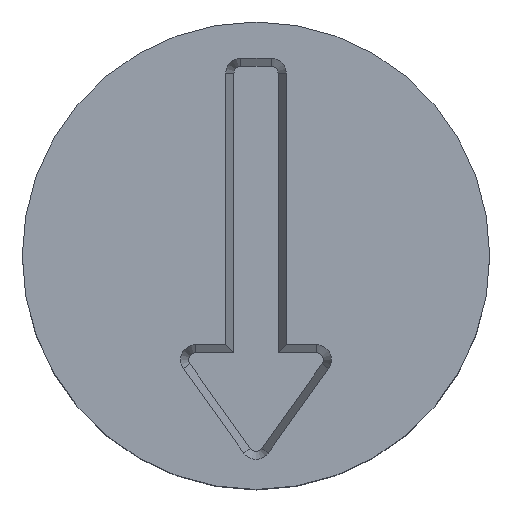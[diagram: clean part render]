
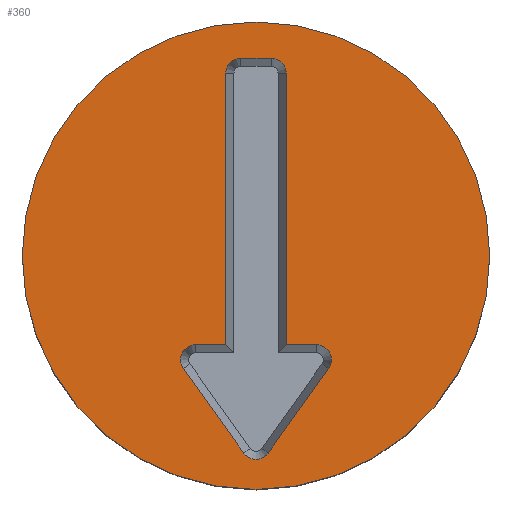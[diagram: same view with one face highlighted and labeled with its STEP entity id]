
A CAD part, top view. The second image highlights one B-rep face of the part: STEP entity #360.
In plain terms, the highlighted planar face has unit normal (0, 0, 1).
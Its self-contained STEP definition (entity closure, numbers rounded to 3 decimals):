
#16=FACE_BOUND('',#89,.T.);
#21=CIRCLE('',#388,0.1);
#23=CIRCLE('',#392,0.1);
#25=CIRCLE('',#396,0.1);
#27=CIRCLE('',#401,0.1);
#29=CIRCLE('',#405,0.1);
#38=CIRCLE('',#422,1.55);
#66=FACE_OUTER_BOUND('',#88,.T.);
#88=EDGE_LOOP('',(#316));
#89=EDGE_LOOP('',(#317,#318,#319,#320,#321,#322,#323,#324,#325,#326,#327,
#328));
#92=LINE('',#544,#122);
#95=LINE('',#550,#125);
#99=LINE('',#562,#129);
#103=LINE('',#574,#133);
#107=LINE('',#586,#137);
#110=LINE('',#592,#140);
#114=LINE('',#604,#144);
#122=VECTOR('',#430,10.);
#125=VECTOR('',#435,10.);
#129=VECTOR('',#447,10.);
#133=VECTOR('',#459,10.);
#137=VECTOR('',#471,10.);
#140=VECTOR('',#476,10.);
#144=VECTOR('',#488,10.);
#152=VERTEX_POINT('',#541);
#153=VERTEX_POINT('',#543);
#155=VERTEX_POINT('',#549);
#157=VERTEX_POINT('',#555);
#159=VERTEX_POINT('',#561);
#161=VERTEX_POINT('',#567);
#163=VERTEX_POINT('',#573);
#165=VERTEX_POINT('',#579);
#167=VERTEX_POINT('',#585);
#169=VERTEX_POINT('',#591);
#171=VERTEX_POINT('',#597);
#173=VERTEX_POINT('',#603);
#181=VERTEX_POINT('',#635);
#184=EDGE_CURVE('',#153,#152,#92,.T.);
#187=EDGE_CURVE('',#155,#153,#95,.T.);
#190=EDGE_CURVE('',#157,#155,#21,.T.);
#193=EDGE_CURVE('',#159,#157,#99,.T.);
#196=EDGE_CURVE('',#161,#159,#23,.T.);
#199=EDGE_CURVE('',#163,#161,#103,.T.);
#202=EDGE_CURVE('',#165,#163,#25,.T.);
#205=EDGE_CURVE('',#167,#165,#107,.T.);
#208=EDGE_CURVE('',#169,#167,#110,.T.);
#211=EDGE_CURVE('',#171,#169,#27,.T.);
#214=EDGE_CURVE('',#173,#171,#114,.T.);
#217=EDGE_CURVE('',#152,#173,#29,.T.);
#229=EDGE_CURVE('',#181,#181,#38,.T.);
#316=ORIENTED_EDGE('',*,*,#229,.F.);
#317=ORIENTED_EDGE('',*,*,#184,.T.);
#318=ORIENTED_EDGE('',*,*,#217,.T.);
#319=ORIENTED_EDGE('',*,*,#214,.T.);
#320=ORIENTED_EDGE('',*,*,#211,.T.);
#321=ORIENTED_EDGE('',*,*,#208,.T.);
#322=ORIENTED_EDGE('',*,*,#205,.T.);
#323=ORIENTED_EDGE('',*,*,#202,.T.);
#324=ORIENTED_EDGE('',*,*,#199,.T.);
#325=ORIENTED_EDGE('',*,*,#196,.T.);
#326=ORIENTED_EDGE('',*,*,#193,.T.);
#327=ORIENTED_EDGE('',*,*,#190,.T.);
#328=ORIENTED_EDGE('',*,*,#187,.T.);
#339=PLANE('',#423);
#360=ADVANCED_FACE('',(#66,#16),#339,.F.);
#388=AXIS2_PLACEMENT_3D('',#556,#441,#442);
#392=AXIS2_PLACEMENT_3D('',#568,#453,#454);
#396=AXIS2_PLACEMENT_3D('',#580,#465,#466);
#401=AXIS2_PLACEMENT_3D('',#598,#482,#483);
#405=AXIS2_PLACEMENT_3D('',#608,#494,#495);
#422=AXIS2_PLACEMENT_3D('',#636,#531,#532);
#423=AXIS2_PLACEMENT_3D('',#638,#534,#535);
#430=DIRECTION('',(0.,1.,0.));
#435=DIRECTION('',(1.,0.,0.));
#441=DIRECTION('center_axis',(0.,0.,-1.));
#442=DIRECTION('ref_axis',(0.,1.,0.));
#447=DIRECTION('',(-0.581,0.814,0.));
#453=DIRECTION('center_axis',(0.,0.,-1.));
#454=DIRECTION('ref_axis',(-0.814,-0.581,0.));
#459=DIRECTION('',(-0.581,-0.814,0.));
#465=DIRECTION('center_axis',(0.,0.,-1.));
#466=DIRECTION('ref_axis',(0.814,-0.581,0.));
#471=DIRECTION('',(1.,0.,0.));
#476=DIRECTION('',(0.,-1.,0.));
#482=DIRECTION('center_axis',(0.,0.,-1.));
#483=DIRECTION('ref_axis',(1.,0.,0.));
#488=DIRECTION('',(1.,0.,0.));
#494=DIRECTION('center_axis',(0.,0.,-1.));
#495=DIRECTION('ref_axis',(0.,1.,0.));
#531=DIRECTION('center_axis',(0.,0.,-1.));
#532=DIRECTION('ref_axis',(-1.,0.,0.));
#534=DIRECTION('center_axis',(0.,0.,-1.));
#535=DIRECTION('ref_axis',(-1.,0.,0.));
#541=CARTESIAN_POINT('',(-0.2,1.21,2.));
#543=CARTESIAN_POINT('',(-0.2,-0.59,2.));
#544=CARTESIAN_POINT('',(-0.2,0.605,2.));
#549=CARTESIAN_POINT('',(-0.4,-0.59,2.));
#550=CARTESIAN_POINT('',(-0.1,-0.59,2.));
#555=CARTESIAN_POINT('',(-0.481,-0.748,2.));
#556=CARTESIAN_POINT('Origin',(-0.4,-0.69,2.));
#561=CARTESIAN_POINT('',(-0.081,-1.308,2.));
#562=CARTESIAN_POINT('',(-0.577,-0.614,2.));
#567=CARTESIAN_POINT('',(0.081,-1.308,2.));
#568=CARTESIAN_POINT('Origin',(0.,-1.25,2.));
#573=CARTESIAN_POINT('',(0.481,-0.748,2.));
#574=CARTESIAN_POINT('',(0.377,-0.894,2.));
#579=CARTESIAN_POINT('',(0.4,-0.59,2.));
#580=CARTESIAN_POINT('Origin',(0.4,-0.69,2.));
#585=CARTESIAN_POINT('',(0.2,-0.59,2.));
#586=CARTESIAN_POINT('',(0.2,-0.59,2.));
#591=CARTESIAN_POINT('',(0.2,1.21,2.));
#592=CARTESIAN_POINT('',(0.2,-0.295,2.));
#597=CARTESIAN_POINT('',(0.1,1.31,2.));
#598=CARTESIAN_POINT('Origin',(0.1,1.21,2.));
#603=CARTESIAN_POINT('',(-0.1,1.31,2.));
#604=CARTESIAN_POINT('',(0.05,1.31,2.));
#608=CARTESIAN_POINT('Origin',(-0.1,1.21,2.));
#635=CARTESIAN_POINT('',(1.55,0.,2.));
#636=CARTESIAN_POINT('Origin',(0.,0.,2.));
#638=CARTESIAN_POINT('Origin',(0.,0.,2.));
